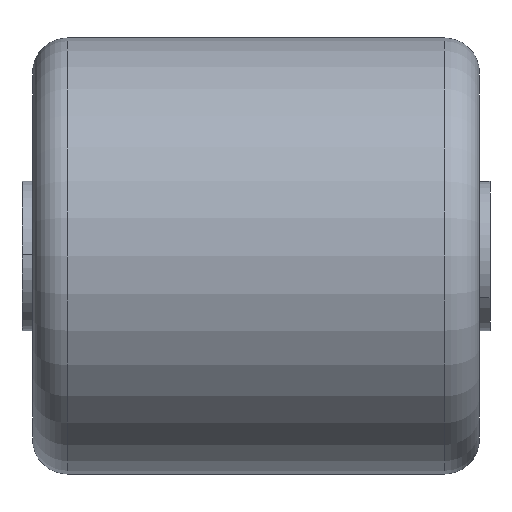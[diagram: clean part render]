
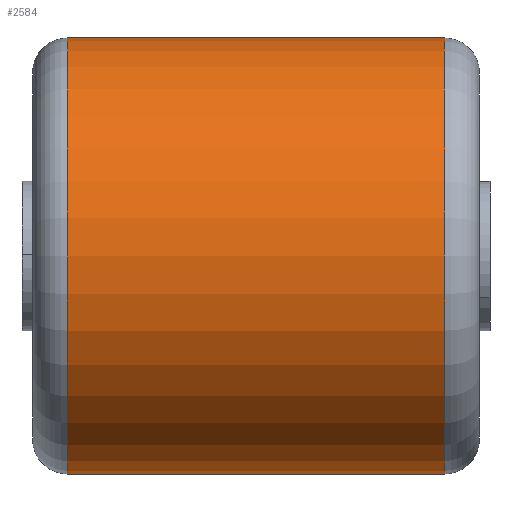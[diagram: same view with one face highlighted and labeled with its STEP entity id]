
A CAD part, front view. The second image highlights one B-rep face of the part: STEP entity #2584.
In plain terms, the highlighted cylindrical face has radius 41 mm (diameter 82 mm), a partial arc.
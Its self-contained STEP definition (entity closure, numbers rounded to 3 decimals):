
#136 = CARTESIAN_POINT ( 'NONE',  ( 35.5, 0., 250.987 ) ) ;
#179 = VERTEX_POINT ( 'NONE', #3667 ) ;
#180 = AXIS2_PLACEMENT_3D ( 'NONE', #2410, #5503, #1616 ) ;
#192 = ORIENTED_EDGE ( 'NONE', *, *, #5536, .T. ) ;
#552 = CARTESIAN_POINT ( 'NONE',  ( -57.637, 0., 291.987 ) ) ;
#776 = DIRECTION ( 'NONE',  ( 1., 0., 0. ) ) ;
#822 = EDGE_LOOP ( 'NONE', ( #895, #4888, #1925, #192 ) ) ;
#891 = DIRECTION ( 'NONE',  ( -1., 0., 0. ) ) ;
#895 = ORIENTED_EDGE ( 'NONE', *, *, #1323, .F. ) ;
#910 = CARTESIAN_POINT ( 'NONE',  ( -57.637, 0., 332.987 ) ) ;
#949 = AXIS2_PLACEMENT_3D ( 'NONE', #3778, #776, #3378 ) ;
#958 = CIRCLE ( 'NONE', #180, 41. ) ;
#1323 = EDGE_CURVE ( 'NONE', #2266, #1533, #5109, .T. ) ;
#1533 = VERTEX_POINT ( 'NONE', #4247 ) ;
#1616 = DIRECTION ( 'NONE',  ( 0., 0., 1. ) ) ;
#1687 = FACE_OUTER_BOUND ( 'NONE', #822, .T. ) ;
#1925 = ORIENTED_EDGE ( 'NONE', *, *, #2368, .T. ) ;
#1968 = VECTOR ( 'NONE', #5366, 1000. ) ;
#2266 = VERTEX_POINT ( 'NONE', #136 ) ;
#2302 = DIRECTION ( 'NONE',  ( 0., 0., 1. ) ) ;
#2368 = EDGE_CURVE ( 'NONE', #3807, #179, #3320, .T. ) ;
#2410 = CARTESIAN_POINT ( 'NONE',  ( 35.5, 0., 291.987 ) ) ;
#2486 = CARTESIAN_POINT ( 'NONE',  ( 35.5, 0., 332.987 ) ) ;
#2584 = ADVANCED_FACE ( 'NONE', ( #1687 ), #2846, .T. ) ;
#2846 = CYLINDRICAL_SURFACE ( 'NONE', #5210, 41. ) ;
#3320 = LINE ( 'NONE', #910, #5317 ) ;
#3358 = EDGE_CURVE ( 'NONE', #2266, #3807, #958, .T. ) ;
#3363 = CIRCLE ( 'NONE', #949, 41. ) ;
#3378 = DIRECTION ( 'NONE',  ( 0., 0., -1. ) ) ;
#3667 = CARTESIAN_POINT ( 'NONE',  ( -35.5, 0., 332.987 ) ) ;
#3778 = CARTESIAN_POINT ( 'NONE',  ( -35.5, 0., 291.987 ) ) ;
#3807 = VERTEX_POINT ( 'NONE', #2486 ) ;
#3979 = DIRECTION ( 'NONE',  ( -1., 0., 0. ) ) ;
#4247 = CARTESIAN_POINT ( 'NONE',  ( -35.5, 0., 250.987 ) ) ;
#4802 = CARTESIAN_POINT ( 'NONE',  ( -57.637, 0., 250.987 ) ) ;
#4888 = ORIENTED_EDGE ( 'NONE', *, *, #3358, .T. ) ;
#5109 = LINE ( 'NONE', #4802, #1968 ) ;
#5210 = AXIS2_PLACEMENT_3D ( 'NONE', #552, #3979, #2302 ) ;
#5317 = VECTOR ( 'NONE', #891, 1000. ) ;
#5366 = DIRECTION ( 'NONE',  ( -1., 0., 0. ) ) ;
#5503 = DIRECTION ( 'NONE',  ( -1., 0., 0. ) ) ;
#5536 = EDGE_CURVE ( 'NONE', #179, #1533, #3363, .T. ) ;
